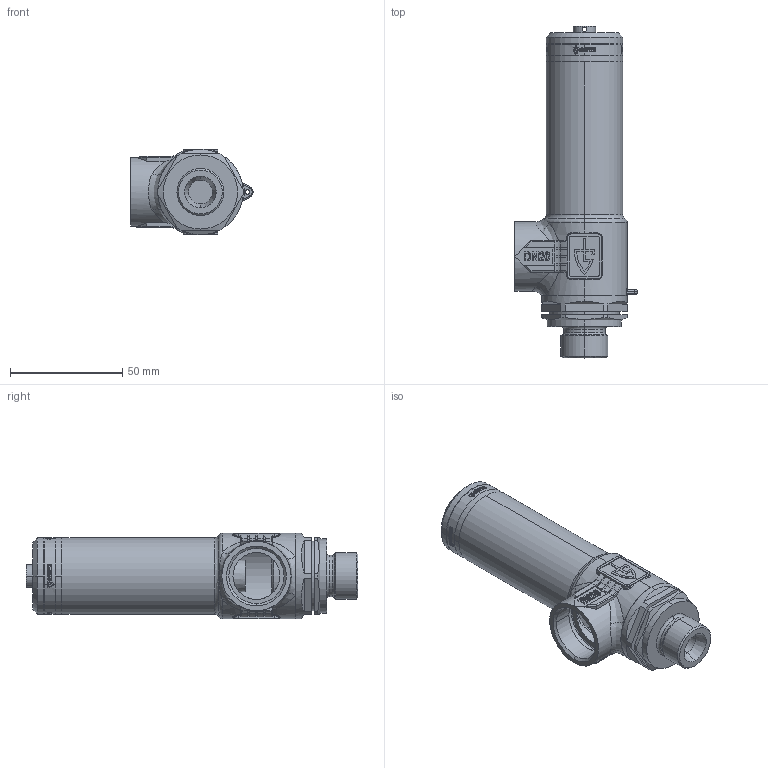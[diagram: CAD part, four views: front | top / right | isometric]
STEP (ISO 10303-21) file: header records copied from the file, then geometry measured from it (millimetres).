
FILE_DESCRIPTION (( 'STEP AP214' ), '1' );
FILE_NAME ('2400tGFO-20-m+f-15+20.STEP', '2016-02-29T15:32:04', ( '' ), ( '' ), 'SwSTEP 2.0', 'SolidWorks 2014', '' );
FILE_SCHEMA (( 'AUTOMOTIVE_DESIGN' ));
Length unit declared in the file: millimetre
Products named in the file (1): 2400tGFO-20-m+f-15+20
Bounding box: 54.5 x 147.8 x 38.2 mm (x, y, z)
Volume: 68221.6 mm3; surface area: 41769.7 mm2
Topology: 6 solids, 6 shells, 641 faces, 2081 edges, 1569 vertices
Faces by surface type: cylinder 256, plane 220, bspline 76, torus 54, cone 35
Entity records: 37739 total; most frequent: CARTESIAN_POINT 12032, ORIENTED_EDGE 4162, DIRECTION 3606, EDGE_CURVE 2081, VERTEX_POINT 1569, AXIS2_PLACEMENT_3D 1342, LINE 922, VECTOR 922
